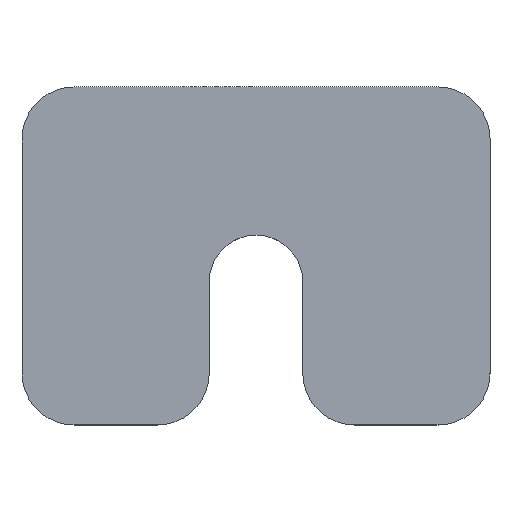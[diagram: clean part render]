
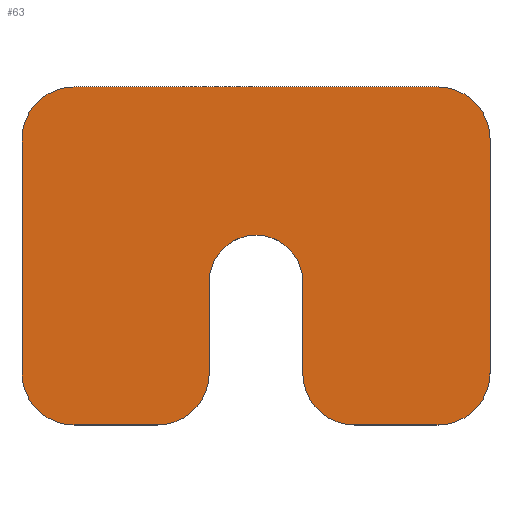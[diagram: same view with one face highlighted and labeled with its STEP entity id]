
A CAD part, top view. The second image highlights one B-rep face of the part: STEP entity #63.
In plain terms, the highlighted planar face has unit normal (0, 0, 1).
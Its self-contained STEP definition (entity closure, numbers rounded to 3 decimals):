
#42=CIRCLE('',#328,9.);
#43=CIRCLE('',#333,10.);
#44=CIRCLE('',#334,10.);
#45=CIRCLE('',#335,10.);
#46=CIRCLE('',#336,10.);
#47=CIRCLE('',#337,10.);
#48=CIRCLE('',#338,10.);
#63=ADVANCED_FACE('',(#88),#78,.F.);
#78=PLANE('',#339);
#88=FACE_OUTER_BOUND('',#104,.T.);
#104=EDGE_LOOP('',(#144,#145,#146,#147,#148,#149,#150,#151,#152,#153,#154,
#155,#156,#157));
#144=ORIENTED_EDGE('',*,*,#252,.T.);
#145=ORIENTED_EDGE('',*,*,#254,.T.);
#146=ORIENTED_EDGE('',*,*,#224,.T.);
#147=ORIENTED_EDGE('',*,*,#255,.T.);
#148=ORIENTED_EDGE('',*,*,#228,.T.);
#149=ORIENTED_EDGE('',*,*,#256,.T.);
#150=ORIENTED_EDGE('',*,*,#232,.T.);
#151=ORIENTED_EDGE('',*,*,#257,.T.);
#152=ORIENTED_EDGE('',*,*,#236,.T.);
#153=ORIENTED_EDGE('',*,*,#242,.T.);
#154=ORIENTED_EDGE('',*,*,#245,.T.);
#155=ORIENTED_EDGE('',*,*,#258,.T.);
#156=ORIENTED_EDGE('',*,*,#248,.T.);
#157=ORIENTED_EDGE('',*,*,#259,.T.);
#196=VERTEX_POINT('',#445);
#197=VERTEX_POINT('',#446);
#200=VERTEX_POINT('',#454);
#201=VERTEX_POINT('',#455);
#204=VERTEX_POINT('',#463);
#205=VERTEX_POINT('',#464);
#208=VERTEX_POINT('',#472);
#209=VERTEX_POINT('',#473);
#213=VERTEX_POINT('',#483);
#215=VERTEX_POINT('',#489);
#218=VERTEX_POINT('',#496);
#219=VERTEX_POINT('',#498);
#222=VERTEX_POINT('',#505);
#223=VERTEX_POINT('',#507);
#224=EDGE_CURVE('',#196,#197,#266,.T.);
#228=EDGE_CURVE('',#200,#201,#270,.T.);
#232=EDGE_CURVE('',#204,#205,#274,.T.);
#236=EDGE_CURVE('',#208,#209,#278,.T.);
#242=EDGE_CURVE('',#209,#213,#42,.T.);
#245=EDGE_CURVE('',#213,#215,#285,.T.);
#248=EDGE_CURVE('',#219,#218,#288,.T.);
#252=EDGE_CURVE('',#223,#222,#292,.T.);
#254=EDGE_CURVE('',#222,#196,#43,.T.);
#255=EDGE_CURVE('',#197,#200,#44,.T.);
#256=EDGE_CURVE('',#201,#204,#45,.T.);
#257=EDGE_CURVE('',#205,#208,#46,.T.);
#258=EDGE_CURVE('',#215,#219,#47,.T.);
#259=EDGE_CURVE('',#218,#223,#48,.T.);
#266=LINE('',#444,#294);
#270=LINE('',#453,#298);
#274=LINE('',#462,#302);
#278=LINE('',#471,#306);
#285=LINE('',#490,#313);
#288=LINE('',#497,#316);
#292=LINE('',#506,#320);
#294=VECTOR('',#355,1.);
#298=VECTOR('',#361,1.);
#302=VECTOR('',#367,1.);
#306=VECTOR('',#373,1.);
#313=VECTOR('',#388,1.);
#316=VECTOR('',#393,1.);
#320=VECTOR('',#399,1.);
#328=AXIS2_PLACEMENT_3D('',#484,#382,#383);
#333=AXIS2_PLACEMENT_3D('',#510,#403,#404);
#334=AXIS2_PLACEMENT_3D('',#511,#405,#406);
#335=AXIS2_PLACEMENT_3D('',#512,#407,#408);
#336=AXIS2_PLACEMENT_3D('',#513,#409,#410);
#337=AXIS2_PLACEMENT_3D('',#514,#411,#412);
#338=AXIS2_PLACEMENT_3D('',#515,#413,#414);
#339=AXIS2_PLACEMENT_3D('',#516,#415,#416);
#355=DIRECTION('',(-1.,0.,0.));
#361=DIRECTION('',(0.,-1.,0.));
#367=DIRECTION('',(1.,0.,0.));
#373=DIRECTION('',(0.,1.,0.));
#382=DIRECTION('',(0.,0.,-1.));
#383=DIRECTION('',(1.,0.,0.));
#388=DIRECTION('',(0.,-1.,0.));
#393=DIRECTION('',(1.,0.,0.));
#399=DIRECTION('',(0.,1.,0.));
#403=DIRECTION('',(0.,0.,1.));
#404=DIRECTION('',(-1.,0.,0.));
#405=DIRECTION('',(0.,0.,1.));
#406=DIRECTION('',(-1.,0.,0.));
#407=DIRECTION('',(0.,0.,1.));
#408=DIRECTION('',(-1.,0.,0.));
#409=DIRECTION('',(0.,0.,1.));
#410=DIRECTION('',(-1.,0.,0.));
#411=DIRECTION('',(0.,0.,1.));
#412=DIRECTION('',(-1.,0.,0.));
#413=DIRECTION('',(0.,0.,1.));
#414=DIRECTION('',(-1.,0.,0.));
#415=DIRECTION('',(0.,0.,-1.));
#416=DIRECTION('',(-1.,0.,0.));
#444=CARTESIAN_POINT('',(45.,37.5,2.));
#445=CARTESIAN_POINT('',(35.,37.5,2.));
#446=CARTESIAN_POINT('',(-35.,37.5,2.));
#453=CARTESIAN_POINT('',(-45.,37.5,2.));
#454=CARTESIAN_POINT('',(-45.,27.5,2.));
#455=CARTESIAN_POINT('',(-45.,-17.5,2.));
#462=CARTESIAN_POINT('',(-45.,-27.5,2.));
#463=CARTESIAN_POINT('',(-35.,-27.5,2.));
#464=CARTESIAN_POINT('',(-19.,-27.5,2.));
#471=CARTESIAN_POINT('',(-9.,-27.5,2.));
#472=CARTESIAN_POINT('',(-9.,-17.5,2.));
#473=CARTESIAN_POINT('',(-9.,0.,2.));
#483=CARTESIAN_POINT('',(9.,0.,2.));
#484=CARTESIAN_POINT('',(0.,0.,2.));
#489=CARTESIAN_POINT('',(9.,-17.5,2.));
#490=CARTESIAN_POINT('',(9.,0.,2.));
#496=CARTESIAN_POINT('',(35.,-27.5,2.));
#497=CARTESIAN_POINT('',(9.,-27.5,2.));
#498=CARTESIAN_POINT('',(19.,-27.5,2.));
#505=CARTESIAN_POINT('',(45.,27.5,2.));
#506=CARTESIAN_POINT('',(45.,-27.5,2.));
#507=CARTESIAN_POINT('',(45.,-17.5,2.));
#510=CARTESIAN_POINT('',(35.,27.5,2.));
#511=CARTESIAN_POINT('',(-35.,27.5,2.));
#512=CARTESIAN_POINT('',(-35.,-17.5,2.));
#513=CARTESIAN_POINT('',(-19.,-17.5,2.));
#514=CARTESIAN_POINT('',(19.,-17.5,2.));
#515=CARTESIAN_POINT('',(35.,-17.5,2.));
#516=CARTESIAN_POINT('',(0.,0.,2.));
